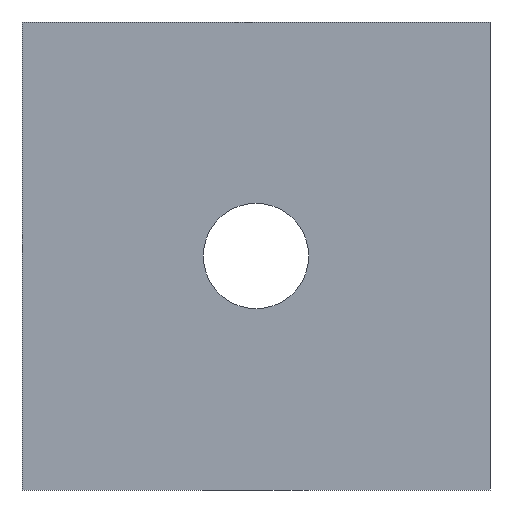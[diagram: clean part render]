
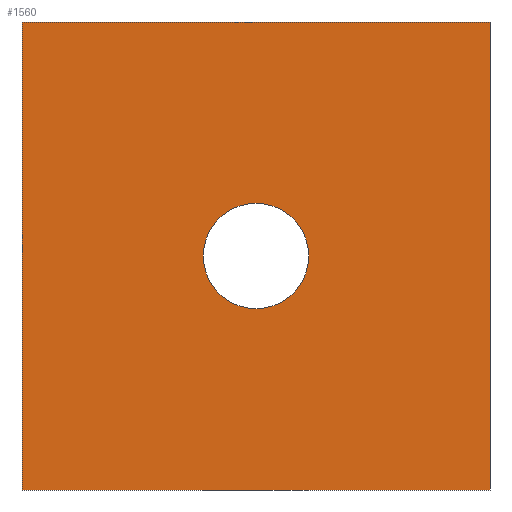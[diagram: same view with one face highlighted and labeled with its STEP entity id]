
A CAD part, front view. The second image highlights one B-rep face of the part: STEP entity #1560.
In plain terms, the highlighted planar face has unit normal (0, -1, 0).
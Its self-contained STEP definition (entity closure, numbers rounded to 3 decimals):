
#120=CARTESIAN_POINT('',(0.,0.,0.));
#130=VERTEX_POINT('',#120);
#160=CARTESIAN_POINT('',(0.,0.,0.));
#170=DIRECTION('',(1.,0.,0.));
#180=VECTOR('',#170,1.);
#190=LINE('',#160,#180);
#200=CARTESIAN_POINT('',(40.,0.,0.));
#210=VERTEX_POINT('',#200);
#220=EDGE_CURVE('',#130,#210,#190,.T.);
#1110=CARTESIAN_POINT('',(40.,0.,5.));
#1120=DIRECTION('',(-0.,-1.,-0.));
#1130=DIRECTION('',(-1.,0.,0.));
#1140=AXIS2_PLACEMENT_3D('',#1110,#1120,#1130);
#1150=PLANE('',#1140);
#1160=ORIENTED_EDGE('',*,*,#220,.T.);
#1170=CARTESIAN_POINT('',(0.,0.,5.));
#1180=DIRECTION('',(0.,0.,1.));
#1190=VECTOR('',#1180,1.);
#1200=LINE('',#1170,#1190);
#1210=CARTESIAN_POINT('',(0.,0.,40.));
#1220=VERTEX_POINT('',#1210);
#1230=EDGE_CURVE('',#130,#1220,#1200,.T.);
#1240=ORIENTED_EDGE('',*,*,#1230,.F.);
#1250=CARTESIAN_POINT('',(0.,0.,40.));
#1260=DIRECTION('',(1.,0.,0.));
#1270=VECTOR('',#1260,1.);
#1280=LINE('',#1250,#1270);
#1290=CARTESIAN_POINT('',(40.,0.,40.));
#1300=VERTEX_POINT('',#1290);
#1310=EDGE_CURVE('',#1220,#1300,#1280,.T.);
#1320=ORIENTED_EDGE('',*,*,#1310,.F.);
#1330=CARTESIAN_POINT('',(40.,0.,0.));
#1340=DIRECTION('',(0.,0.,1.));
#1350=VECTOR('',#1340,1.);
#1360=LINE('',#1330,#1350);
#1370=EDGE_CURVE('',#210,#1300,#1360,.T.);
#1380=ORIENTED_EDGE('',*,*,#1370,.T.);
#1390=EDGE_LOOP('',(#1380,#1320,#1240,#1160));
#1400=FACE_OUTER_BOUND('',#1390,.T.);
#1410=CARTESIAN_POINT('',(20.,0.,20.));
#1420=DIRECTION('',(0.,-1.,0.));
#1430=DIRECTION('',(1.,0.,0.));
#1440=AXIS2_PLACEMENT_3D('',#1410,#1420,#1430);
#1450=CIRCLE('',#1440,4.5);
#1460=CARTESIAN_POINT('',(24.5,0.,20.));
#1470=VERTEX_POINT('',#1460);
#1480=CARTESIAN_POINT('',(15.5,0.,20.));
#1490=VERTEX_POINT('',#1480);
#1500=EDGE_CURVE('',#1470,#1490,#1450,.T.);
#1510=ORIENTED_EDGE('',*,*,#1500,.F.);
#1520=EDGE_CURVE('',#1490,#1470,#1450,.T.);
#1530=ORIENTED_EDGE('',*,*,#1520,.F.);
#1540=EDGE_LOOP('',(#1530,#1510));
#1550=FACE_BOUND('',#1540,.T.);
#1560=ADVANCED_FACE('',(#1400,#1550),#1150,.T.);
